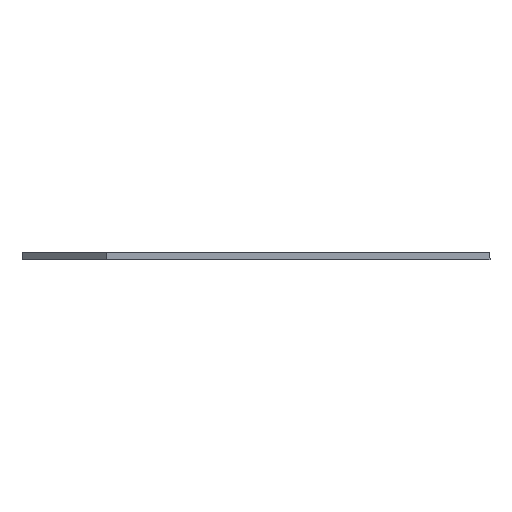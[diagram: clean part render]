
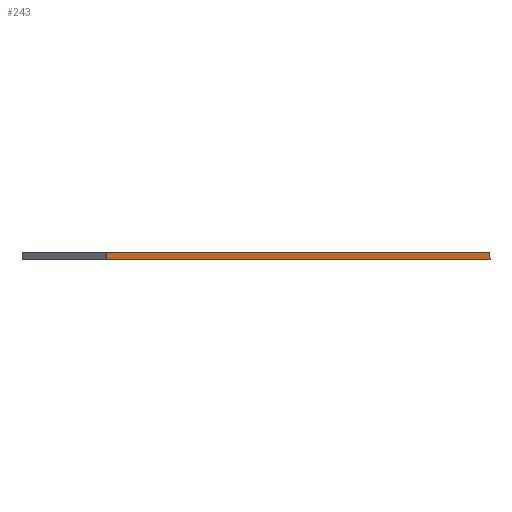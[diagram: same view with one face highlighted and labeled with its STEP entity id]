
A CAD part, front view. The second image highlights one B-rep face of the part: STEP entity #243.
In plain terms, the highlighted planar face has unit normal (0, -1, 0).
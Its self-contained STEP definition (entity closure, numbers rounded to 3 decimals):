
#88 = EDGE_CURVE ( 'NONE', #1015, #1067, #1207, .T. ) ;
#186 = FACE_OUTER_BOUND ( 'NONE', #1065, .T. ) ;
#189 = ORIENTED_EDGE ( 'NONE', *, *, #88, .T. ) ;
#216 = DIRECTION ( 'NONE',  ( 0., 1., 0. ) ) ;
#224 = CARTESIAN_POINT ( 'NONE',  ( -0.3, -232.5, 3. ) ) ;
#243 = ADVANCED_FACE ( 'NONE', ( #186 ), #668, .F. ) ;
#343 = CARTESIAN_POINT ( 'NONE',  ( -159., -232.5, 3. ) ) ;
#349 = AXIS2_PLACEMENT_3D ( 'NONE', #1299, #216, #1174 ) ;
#363 = EDGE_CURVE ( 'NONE', #1067, #1265, #695, .T. ) ;
#497 = EDGE_CURVE ( 'NONE', #1015, #566, #1153, .T. ) ;
#544 = CARTESIAN_POINT ( 'NONE',  ( 194., -232.5, 3. ) ) ;
#566 = VERTEX_POINT ( 'NONE', #1199 ) ;
#611 = EDGE_CURVE ( 'NONE', #566, #1265, #817, .T. ) ;
#668 = PLANE ( 'NONE',  #349 ) ;
#695 = LINE ( 'NONE', #1533, #1260 ) ;
#703 = VECTOR ( 'NONE', #1025, 1000. ) ;
#706 = DIRECTION ( 'NONE',  ( 0., 0., -1. ) ) ;
#772 = ORIENTED_EDGE ( 'NONE', *, *, #497, .F. ) ;
#784 = ORIENTED_EDGE ( 'NONE', *, *, #611, .F. ) ;
#817 = LINE ( 'NONE', #224, #1206 ) ;
#854 = CARTESIAN_POINT ( 'NONE',  ( -159., -232.5, 3. ) ) ;
#939 = DIRECTION ( 'NONE',  ( 1., 0., 0. ) ) ;
#1013 = ORIENTED_EDGE ( 'NONE', *, *, #363, .T. ) ;
#1015 = VERTEX_POINT ( 'NONE', #854 ) ;
#1025 = DIRECTION ( 'NONE',  ( 1., 0., 0. ) ) ;
#1065 = EDGE_LOOP ( 'NONE', ( #772, #189, #1013, #784 ) ) ;
#1067 = VERTEX_POINT ( 'NONE', #1134 ) ;
#1126 = VECTOR ( 'NONE', #1305, 1000. ) ;
#1134 = CARTESIAN_POINT ( 'NONE',  ( -159., -232.5, 0. ) ) ;
#1153 = LINE ( 'NONE', #544, #703 ) ;
#1157 = CARTESIAN_POINT ( 'NONE',  ( -0.3, -232.5, 0. ) ) ;
#1174 = DIRECTION ( 'NONE',  ( -1., 0., 0. ) ) ;
#1199 = CARTESIAN_POINT ( 'NONE',  ( -0.3, -232.5, 3. ) ) ;
#1206 = VECTOR ( 'NONE', #706, 1000. ) ;
#1207 = LINE ( 'NONE', #343, #1126 ) ;
#1260 = VECTOR ( 'NONE', #939, 1000. ) ;
#1265 = VERTEX_POINT ( 'NONE', #1157 ) ;
#1299 = CARTESIAN_POINT ( 'NONE',  ( 194., -232.5, 3. ) ) ;
#1305 = DIRECTION ( 'NONE',  ( 0., 0., -1. ) ) ;
#1533 = CARTESIAN_POINT ( 'NONE',  ( 194., -232.5, 0. ) ) ;
